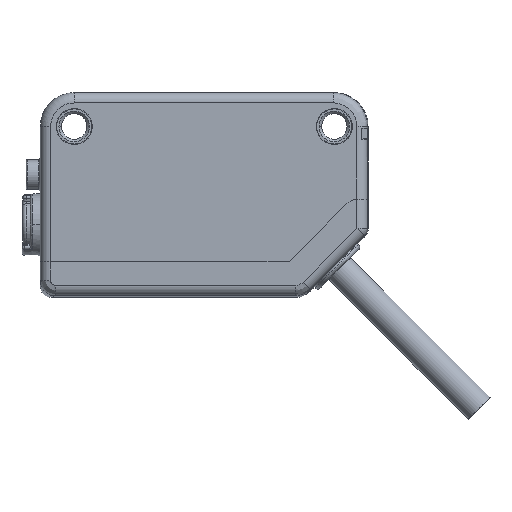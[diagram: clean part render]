
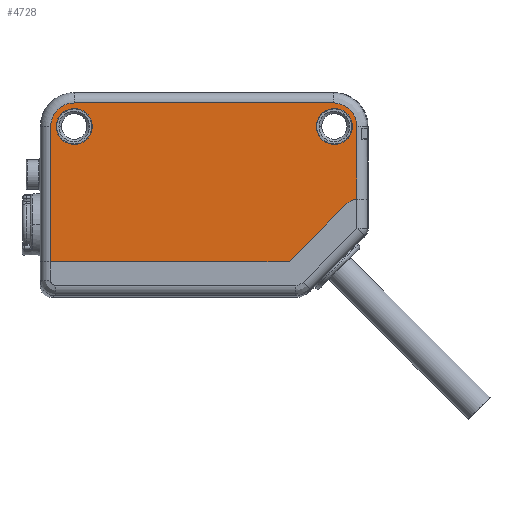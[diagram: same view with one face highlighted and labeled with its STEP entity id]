
A CAD part, left-side view. The second image highlights one B-rep face of the part: STEP entity #4728.
In plain terms, the highlighted planar face has unit normal (-1, 0, 0).
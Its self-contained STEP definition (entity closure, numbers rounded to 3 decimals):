
#1=DIRECTION('',(0.,0.,1.));
#2=VECTOR('',#1,7.103);
#3=CARTESIAN_POINT('',(-6.,-14.913,-0.403));
#4=LINE('',#3,#2);
#5=DIRECTION('',(0.,-0.707,0.707));
#6=VECTOR('',#5,8.005);
#7=CARTESIAN_POINT('',(-6.,-8.279,-6.5));
#8=LINE('',#7,#6);
#9=DIRECTION('',(0.,-1.,0.));
#10=VECTOR('',#9,23.279);
#11=CARTESIAN_POINT('',(-6.,15.,-6.5));
#12=LINE('',#11,#10);
#13=DIRECTION('',(0.,0.,-1.));
#14=VECTOR('',#13,13.2);
#15=CARTESIAN_POINT('',(-6.,15.,6.7));
#16=LINE('',#15,#14);
#17=CARTESIAN_POINT('',(-6.,12.7,6.7));
#18=DIRECTION('',(-1.,0.,0.));
#19=DIRECTION('',(0.,0.,1.));
#20=AXIS2_PLACEMENT_3D('',#17,#18,#19);
#22=DIRECTION('',(0.,1.,0.));
#23=VECTOR('',#22,25.312);
#24=CARTESIAN_POINT('',(-6.,-12.612,9.));
#25=LINE('',#24,#23);
#26=CARTESIAN_POINT('',(-6.,-14.913,6.7));
#27=CARTESIAN_POINT('',(-6.,-14.913,6.78));
#28=CARTESIAN_POINT('',(-6.,-14.904,6.939));
#29=CARTESIAN_POINT('',(-6.,-14.867,7.177));
#30=CARTESIAN_POINT('',(-6.,-14.805,7.41));
#31=CARTESIAN_POINT('',(-6.,-14.718,7.636));
#32=CARTESIAN_POINT('',(-6.,-14.609,7.851));
#33=CARTESIAN_POINT('',(-6.,-14.477,8.054));
#34=CARTESIAN_POINT('',(-6.,-14.325,8.242));
#35=CARTESIAN_POINT('',(-6.,-14.154,8.413));
#36=CARTESIAN_POINT('',(-6.,-13.966,8.565));
#37=CARTESIAN_POINT('',(-6.,-13.764,8.696));
#38=CARTESIAN_POINT('',(-6.,-13.548,8.806));
#39=CARTESIAN_POINT('',(-6.,-13.323,8.892));
#40=CARTESIAN_POINT('',(-6.,-13.089,8.954));
#41=CARTESIAN_POINT('',(-6.,-12.851,8.992));
#42=CARTESIAN_POINT('',(-6.,-12.692,9.));
#43=CARTESIAN_POINT('',(-6.,-12.612,9.));
#45=CARTESIAN_POINT('',(-6.,12.7,6.7));
#46=DIRECTION('',(1.,0.,0.));
#47=DIRECTION('',(0.,0.,-1.));
#48=AXIS2_PLACEMENT_3D('',#45,#46,#47);
#50=CARTESIAN_POINT('',(-6.,12.7,6.7));
#51=DIRECTION('',(1.,0.,0.));
#52=DIRECTION('',(0.,0.,1.));
#53=AXIS2_PLACEMENT_3D('',#50,#51,#52);
#55=CARTESIAN_POINT('',(-6.,-12.7,6.7));
#56=DIRECTION('',(1.,0.,0.));
#57=DIRECTION('',(0.,0.,-1.));
#58=AXIS2_PLACEMENT_3D('',#55,#56,#57);
#60=CARTESIAN_POINT('',(-6.,-12.7,6.7));
#61=DIRECTION('',(1.,0.,0.));
#62=DIRECTION('',(0.,0.,1.));
#63=AXIS2_PLACEMENT_3D('',#60,#61,#62);
#1557=CARTESIAN_POINT('',(-6.,-15.,-1.9));
#1558=DIRECTION('',(1.,0.,0.));
#1559=DIRECTION('',(0.,0.707,0.707));
#1560=AXIS2_PLACEMENT_3D('',#1557,#1558,#1559);
#3941=CARTESIAN_POINT('',(-6.,-8.279,-6.5));
#3943=VERTEX_POINT('',#3941);
#4021=VERTEX_POINT('',#26);
#4022=VERTEX_POINT('',#43);
#4025=CARTESIAN_POINT('',(-6.,12.7,9.));
#4026=VERTEX_POINT('',#4025);
#4060=CARTESIAN_POINT('',(-6.,-13.939,-0.839));
#4061=VERTEX_POINT('',#4060);
#4064=CARTESIAN_POINT('',(-6.,-14.913,-0.403));
#4065=VERTEX_POINT('',#4064);
#4174=CARTESIAN_POINT('',(-6.,-12.7,8.46));
#4175=CARTESIAN_POINT('',(-6.,-12.7,4.94));
#4176=VERTEX_POINT('',#4174);
#4177=VERTEX_POINT('',#4175);
#4178=CARTESIAN_POINT('',(-6.,12.7,8.46));
#4179=CARTESIAN_POINT('',(-6.,12.7,4.94));
#4180=VERTEX_POINT('',#4178);
#4181=VERTEX_POINT('',#4179);
#4190=CARTESIAN_POINT('',(-6.,15.,-6.5));
#4192=VERTEX_POINT('',#4190);
#4196=CARTESIAN_POINT('',(-6.,15.,6.7));
#4197=VERTEX_POINT('',#4196);
#4693=CARTESIAN_POINT('',(-6.,0.,0.));
#4694=DIRECTION('',(1.,0.,0.));
#4695=DIRECTION('',(0.,0.,-1.));
#4696=AXIS2_PLACEMENT_3D('',#4693,#4694,#4695);
#4697=PLANE('',#4696);
#4699=ORIENTED_EDGE('',*,*,#4698,.F.);
#4701=ORIENTED_EDGE('',*,*,#4700,.F.);
#4703=ORIENTED_EDGE('',*,*,#4702,.F.);
#4705=ORIENTED_EDGE('',*,*,#4704,.F.);
#4707=ORIENTED_EDGE('',*,*,#4706,.F.);
#4709=ORIENTED_EDGE('',*,*,#4708,.F.);
#4711=ORIENTED_EDGE('',*,*,#4710,.F.);
#4713=ORIENTED_EDGE('',*,*,#4712,.F.);
#4714=EDGE_LOOP('',(#4699,#4701,#4703,#4705,#4707,#4709,#4711,#4713));
#4715=FACE_OUTER_BOUND('',#4714,.F.);
#4717=ORIENTED_EDGE('',*,*,#4716,.F.);
#4719=ORIENTED_EDGE('',*,*,#4718,.F.);
#4720=EDGE_LOOP('',(#4717,#4719));
#4721=FACE_BOUND('',#4720,.F.);
#4723=ORIENTED_EDGE('',*,*,#4722,.F.);
#4725=ORIENTED_EDGE('',*,*,#4724,.F.);
#4726=EDGE_LOOP('',(#4723,#4725));
#4727=FACE_BOUND('',#4726,.F.);
#4728=ADVANCED_FACE('',(#4715,#4721,#4727),#4697,.F.);
#21=CIRCLE('',#20,2.3);
#44=B_SPLINE_CURVE_WITH_KNOTS('',3,(#26,#27,#28,#29,#30,#31,#32,#33,#34,#35,#36,
#37,#38,#39,#40,#41,#42,#43),.UNSPECIFIED.,.F.,.F.,(4,1,1,1,1,1,1,1,1,1,1,1,1,1,
1,4),(0.,0.067,0.133,0.2,0.267,
0.333,0.4,0.467,0.533,0.6,
0.667,0.733,0.8,0.867,0.933,
1.),.UNSPECIFIED.);
#49=CIRCLE('',#48,1.76);
#54=CIRCLE('',#53,1.76);
#59=CIRCLE('',#58,1.76);
#64=CIRCLE('',#63,1.76);
#1561=CIRCLE('',#1560,1.5);
#4698=EDGE_CURVE('',#4065,#4021,#4,.T.);
#4700=EDGE_CURVE('',#4061,#4065,#1561,.T.);
#4702=EDGE_CURVE('',#3943,#4061,#8,.T.);
#4704=EDGE_CURVE('',#4192,#3943,#12,.T.);
#4706=EDGE_CURVE('',#4197,#4192,#16,.T.);
#4708=EDGE_CURVE('',#4026,#4197,#21,.T.);
#4710=EDGE_CURVE('',#4022,#4026,#25,.T.);
#4712=EDGE_CURVE('',#4021,#4022,#44,.T.);
#4716=EDGE_CURVE('',#4181,#4180,#49,.T.);
#4718=EDGE_CURVE('',#4180,#4181,#54,.T.);
#4722=EDGE_CURVE('',#4177,#4176,#59,.T.);
#4724=EDGE_CURVE('',#4176,#4177,#64,.T.);
